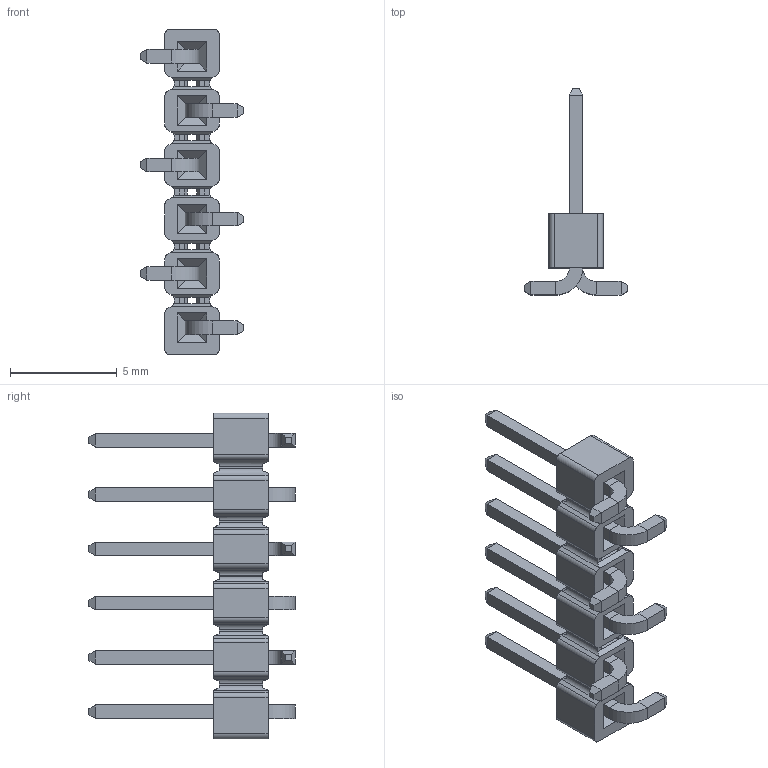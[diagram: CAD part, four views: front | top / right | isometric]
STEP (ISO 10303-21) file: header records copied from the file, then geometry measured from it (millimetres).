
FILE_DESCRIPTION (( 'STEP AP203' ), '1' );
FILE_NAME ('TSM-106-01-X-SV.step', '2005-03-30T15:52:53', ( 'Terry Spine' ), ( 'Samtec' ), 'SwSTEP 2.0', 'SolidWorks 2005037', '' );
FILE_SCHEMA (( 'CONFIG_CONTROL_DESIGN' ));
Length unit declared in the file: inch
Products named in the file (3): TSM-106-01-X-SV; TSM-XX-SV-XX_Formula; T-1S6_TSM-01-DV
Assembly tree (7 placements, depth 2):
  TSM-106-01-X-SV
    T-1S6_TSM-01-DV  x6
    TSM-XX-SV-XX_Formula
Bounding box: 4.83 x 9.65 x 15.24 mm (x, y, z)
Volume: 104.7 mm3; surface area: 395.4 mm2
Topology: 7 solids, 7 shells, 447 faces, 1136 edges, 696 vertices
Faces by surface type: plane 391, cylinder 56
Entity records: 10865 total; most frequent: CARTESIAN_POINT 1959, ORIENTED_EDGE 1832, DIRECTION 1662, EDGE_CURVE 916, LINE 784, VECTOR 784, VERTEX_POINT 576, AXIS2_PLACEMENT_3D 439
